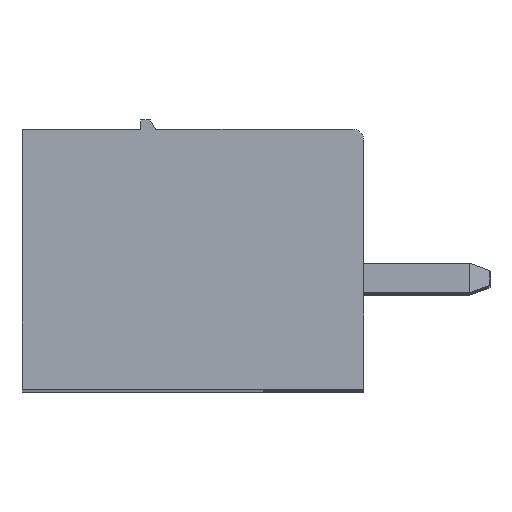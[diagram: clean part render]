
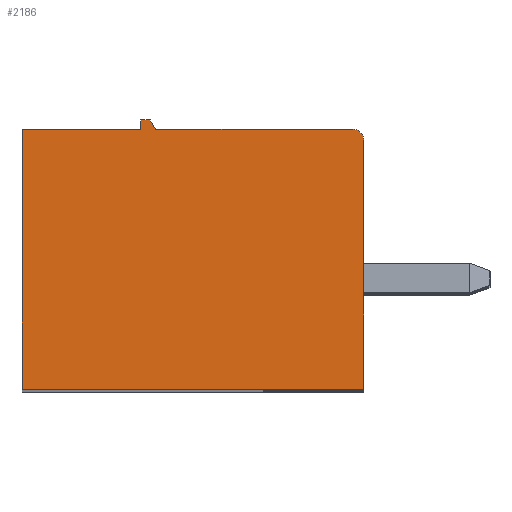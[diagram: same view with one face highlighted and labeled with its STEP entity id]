
A CAD part, top view. The second image highlights one B-rep face of the part: STEP entity #2186.
In plain terms, the highlighted planar face has unit normal (0, 0, 1).
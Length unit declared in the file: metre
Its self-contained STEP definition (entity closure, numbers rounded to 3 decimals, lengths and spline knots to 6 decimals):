
#2186=ADVANCED_FACE('',(#4672),#4673,.T.);
#4672=FACE_OUTER_BOUND('',#7467,.T.);
#4673=PLANE('',#7468);
#7467=EDGE_LOOP('',(#13985,#13986,#13987,#13988,#13989,#13990,#13991,#13992,#13993));
#7468=AXIS2_PLACEMENT_3D('',#13994,#13995,#13996);
#13985=ORIENTED_EDGE('',*,*,#18188,.T.);
#13986=ORIENTED_EDGE('',*,*,#18185,.T.);
#13987=ORIENTED_EDGE('',*,*,#18182,.T.);
#13988=ORIENTED_EDGE('',*,*,#18176,.T.);
#13989=ORIENTED_EDGE('',*,*,#18180,.T.);
#13990=ORIENTED_EDGE('',*,*,#18998,.T.);
#13991=ORIENTED_EDGE('',*,*,#16680,.T.);
#13992=ORIENTED_EDGE('',*,*,#16710,.T.);
#13993=ORIENTED_EDGE('',*,*,#18191,.T.);
#13994=CARTESIAN_POINT('',(0.017273,-0.05944,0.053668));
#13995=DIRECTION('',(0.,0.,1.0));
#13996=DIRECTION('',(1.0,0.,0.0));
#16680=EDGE_CURVE('',#19984,#19982,#19985,.T.);
#16710=EDGE_CURVE('',#19982,#20035,#20038,.T.);
#18176=EDGE_CURVE('',#22241,#22239,#22242,.T.);
#18180=EDGE_CURVE('',#22239,#22245,#22247,.T.);
#18182=EDGE_CURVE('',#22249,#22241,#22250,.T.);
#18185=EDGE_CURVE('',#22253,#22249,#22254,.T.);
#18188=EDGE_CURVE('',#22257,#22253,#22258,.T.);
#18191=EDGE_CURVE('',#20035,#22257,#22261,.T.);
#18998=EDGE_CURVE('',#22245,#19984,#23397,.T.);
#19982=VERTEX_POINT('',#24745);
#19984=VERTEX_POINT('',#24748);
#19985=LINE('',#24749,#24750);
#20035=VERTEX_POINT('',#24824);
#20038=LINE('',#24828,#24829);
#22239=VERTEX_POINT('',#28123);
#22241=VERTEX_POINT('',#28126);
#22242=LINE('',#28127,#28128);
#22245=VERTEX_POINT('',#28132);
#22247=LINE('',#28135,#28136);
#22249=VERTEX_POINT('',#28138);
#22250=LINE('',#28139,#28140);
#22253=VERTEX_POINT('',#28144);
#22254=LINE('',#28145,#28146);
#22257=VERTEX_POINT('',#28150);
#22258=LINE('',#28151,#28152);
#22261=CIRCLE('',#28156,0.0003);
#23397=LINE('',#29846,#29847);
#24745=CARTESIAN_POINT('',(0.017573,-0.06614,0.053668));
#24748=CARTESIAN_POINT('',(0.008373,-0.06614,0.053668));
#24749=CARTESIAN_POINT('',(0.017573,-0.06614,0.053668));
#24750=VECTOR('',#31466,1.0);
#24824=CARTESIAN_POINT('',(0.017573,-0.05944,0.053668));
#24828=CARTESIAN_POINT('',(0.017573,-0.05944,0.053668));
#24829=VECTOR('',#31492,1.0);
#28123=CARTESIAN_POINT('',(0.011573,-0.05914,0.053668));
#28126=CARTESIAN_POINT('',(0.011573,-0.05889,0.053668));
#28127=CARTESIAN_POINT('',(0.011573,-0.05914,0.053668));
#28128=VECTOR('',#32647,1.0);
#28132=CARTESIAN_POINT('',(0.008373,-0.05914,0.053668));
#28135=CARTESIAN_POINT('',(0.008373,-0.05914,0.053668));
#28136=VECTOR('',#32650,1.0);
#28138=CARTESIAN_POINT('',(0.011823,-0.05889,0.053668));
#28139=CARTESIAN_POINT('',(0.011573,-0.05889,0.053668));
#28140=VECTOR('',#32651,1.0);
#28144=CARTESIAN_POINT('',(0.011973,-0.05914,0.053668));
#28145=CARTESIAN_POINT('',(0.011823,-0.05889,0.053668));
#28146=VECTOR('',#32653,1.0);
#28150=CARTESIAN_POINT('',(0.017273,-0.05914,0.053668));
#28151=CARTESIAN_POINT('',(0.011973,-0.05914,0.053668));
#28152=VECTOR('',#32655,1.0);
#28156=AXIS2_PLACEMENT_3D('',#32657,#32658,#32659);
#29846=CARTESIAN_POINT('',(0.008373,-0.06614,0.053668));
#29847=VECTOR('',#33244,1.0);
#31466=DIRECTION('',(1.0,0.,0.));
#31492=DIRECTION('',(0.,1.0,0.));
#32647=DIRECTION('',(0.,-1.0,0.));
#32650=DIRECTION('',(-1.0,0.,0.));
#32651=DIRECTION('',(-1.0,0.,0.));
#32653=DIRECTION('',(-0.514,0.857,0.));
#32655=DIRECTION('',(-1.0,0.,0.));
#32657=CARTESIAN_POINT('',(0.017273,-0.05944,0.053668));
#32658=DIRECTION('',(0.,0.,1.0));
#32659=DIRECTION('',(-0.707,-0.707,0.));
#33244=DIRECTION('',(0.,-1.0,0.));
